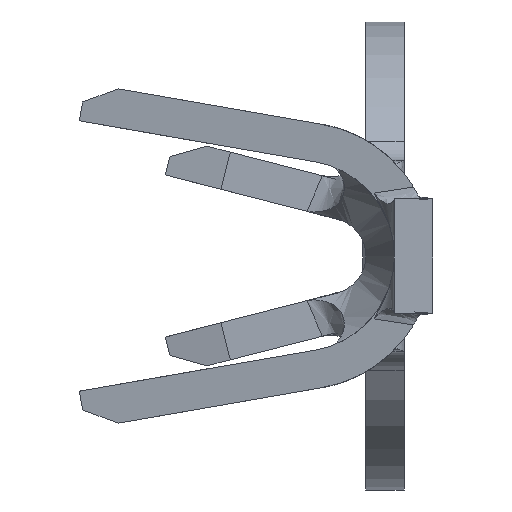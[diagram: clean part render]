
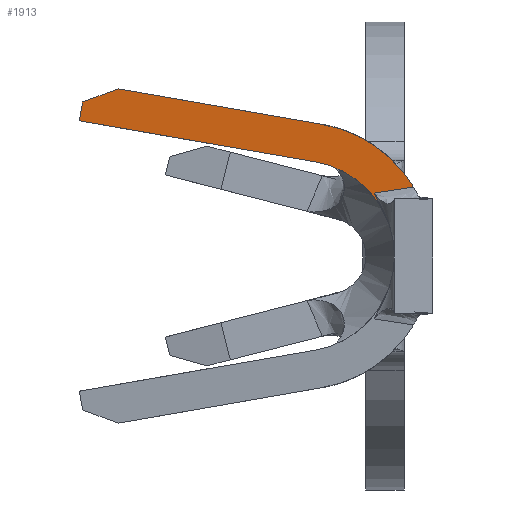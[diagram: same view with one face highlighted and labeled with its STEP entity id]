
A CAD part, left-side view. The second image highlights one B-rep face of the part: STEP entity #1913.
In plain terms, the highlighted planar face has unit normal (-0.99, 0.139, 0).
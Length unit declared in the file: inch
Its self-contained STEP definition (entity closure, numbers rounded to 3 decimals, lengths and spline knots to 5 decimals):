
#15 = CARTESIAN_POINT ( 'NONE',  ( -0.35495, 0.0067, 0.03445 ) ) ;
#74 = ORIENTED_EDGE ( 'NONE', *, *, #879, .T. ) ;
#90 = DIRECTION ( 'NONE',  ( -0.024, -0.171, 0.985 ) ) ;
#140 = DIRECTION ( 'NONE',  ( 0.99, -0.139, 0. ) ) ;
#141 = VERTEX_POINT ( 'NONE', #3736 ) ;
#179 = VECTOR ( 'NONE', #3874, 39.37008 ) ;
#370 = VERTEX_POINT ( 'NONE', #3563 ) ;
#386 = CARTESIAN_POINT ( 'NONE',  ( -0.35461, 0.00915, 0.03406 ) ) ;
#417 = CARTESIAN_POINT ( 'NONE',  ( -0.35, 0.04191, 0.06877 ) ) ;
#492 = VERTEX_POINT ( 'NONE', #4214 ) ;
#519 = EDGE_CURVE ( 'NONE', #4212, #370, #1063, .T. ) ;
#697 = EDGE_CURVE ( 'NONE', #141, #824, #2145, .T. ) ;
#698 = CARTESIAN_POINT ( 'NONE',  ( -0.35371, 0.01551, 0.03296 ) ) ;
#824 = VERTEX_POINT ( 'NONE', #1318 ) ;
#855 = CARTESIAN_POINT ( 'NONE',  ( -0.35371, 0.01551, 0.03296 ) ) ;
#879 = EDGE_CURVE ( 'NONE', #3747, #1863, #1059, .T. ) ;
#968 = CARTESIAN_POINT ( 'NONE',  ( -0.33488, 0.14951, 0.0875 ) ) ;
#1000 = EDGE_CURVE ( 'NONE', #141, #3747, #3916, .T. ) ;
#1020 = CARTESIAN_POINT ( 'NONE',  ( -0.35396, 0.01373, 0.02935 ) ) ;
#1023 = CARTESIAN_POINT ( 'NONE',  ( -0.33224, 0.16829, 0.08062 ) ) ;
#1059 = B_SPLINE_CURVE_WITH_KNOTS ( 'NONE', 3,
 ( #698, #3191, #2123, #1135, #386, #15, #4143, #4058, #3749, #3673, #2635, #2457, #2183 ),
 .UNSPECIFIED., .F., .F.,
 ( 4, 3, 3, 3, 4 ),
 ( 0.00004, 0.00014, 0.00033, 0.00053, 0.00057 ),
 .UNSPECIFIED. ) ;
#1063 = LINE ( 'NONE', #417, #179 ) ;
#1135 = CARTESIAN_POINT ( 'NONE',  ( -0.35426, 0.01159, 0.03365 ) ) ;
#1276 = CARTESIAN_POINT ( 'NONE',  ( -0.33268, 0.16515, 0.08177 ) ) ;
#1306 = CARTESIAN_POINT ( 'NONE',  ( -0.35421, 0.01195, 0.02575 ) ) ;
#1318 = CARTESIAN_POINT ( 'NONE',  ( -0.34937, 0.04643, 0.04926 ) ) ;
#1430 = CARTESIAN_POINT ( 'NONE',  ( -0.35446, 0.01017, 0.02214 ) ) ;
#1454 = ORIENTED_EDGE ( 'NONE', *, *, #1841, .F. ) ;
#1540 = EDGE_CURVE ( 'NONE', #1710, #4212, #2366, .T. ) ;
#1551 = CARTESIAN_POINT ( 'NONE',  ( -0.35659, -0.00497, 0.0361 ) ) ;
#1693 = CARTESIAN_POINT ( 'NONE',  ( -0.35371, 0.01551, 0.03296 ) ) ;
#1710 = VERTEX_POINT ( 'NONE', #1023 ) ;
#1749 = CARTESIAN_POINT ( 'NONE',  ( -0.35659, -0.00497, 0.0361 ) ) ;
#1841 = EDGE_CURVE ( 'NONE', #492, #1710, #2308, .T. ) ;
#1863 = VERTEX_POINT ( 'NONE', #1551 ) ;
#1913 = ADVANCED_FACE ( 'NONE', ( #2090 ), #3289, .F. ) ;
#2090 = FACE_OUTER_BOUND ( 'NONE', #4091, .T. ) ;
#2123 = CARTESIAN_POINT ( 'NONE',  ( -0.35408, 0.0129, 0.03343 ) ) ;
#2137 = LINE ( 'NONE', #2412, #2247 ) ;
#2145 =( BOUNDED_CURVE ( )  B_SPLINE_CURVE ( 3, ( #3638, #3668, #3345, #3312 ),
 .UNSPECIFIED., .F., .F. ) 
 B_SPLINE_CURVE_WITH_KNOTS ( ( 4, 4 ),
 ( 3.60038, 4.54008 ),
 .UNSPECIFIED. ) 
 CURVE ( )  GEOMETRIC_REPRESENTATION_ITEM ( )  RATIONAL_B_SPLINE_CURVE ( ( 1., 0.928, 0.928, 1. ) ) 
 REPRESENTATION_ITEM ( '' )  );
#2183 = CARTESIAN_POINT ( 'NONE',  ( -0.35659, -0.00497, 0.0361 ) ) ;
#2188 = CARTESIAN_POINT ( 'NONE',  ( -0.33202, 0.16989, 0.07138 ) ) ;
#2192 = EDGE_CURVE ( 'NONE', #824, #492, #2137, .T. ) ;
#2239 = CARTESIAN_POINT ( 'NONE',  ( -0.332, 0.17, -0.09 ) ) ;
#2247 = VECTOR ( 'NONE', #4561, 39.37008 ) ;
#2308 = LINE ( 'NONE', #2188, #2422 ) ;
#2366 = LINE ( 'NONE', #1276, #4254 ) ;
#2412 = CARTESIAN_POINT ( 'NONE',  ( -0.34953, 0.04527, 0.04906 ) ) ;
#2422 = VECTOR ( 'NONE', #90, 39.37008 ) ;
#2445 = ORIENTED_EDGE ( 'NONE', *, *, #1000, .T. ) ;
#2457 = CARTESIAN_POINT ( 'NONE',  ( -0.35651, -0.00438, 0.03602 ) ) ;
#2608 = DIRECTION ( 'NONE',  ( 0.139, 0.99, 0. ) ) ;
#2635 = CARTESIAN_POINT ( 'NONE',  ( -0.35642, -0.00379, 0.03593 ) ) ;
#2776 = CARTESIAN_POINT ( 'NONE',  ( -0.34985, 0.043, 0.06896 ) ) ;
#3009 = ORIENTED_EDGE ( 'NONE', *, *, #4225, .F. ) ;
#3175 = ORIENTED_EDGE ( 'NONE', *, *, #1540, .F. ) ;
#3191 = CARTESIAN_POINT ( 'NONE',  ( -0.3539, 0.01421, 0.0332 ) ) ;
#3289 = PLANE ( 'NONE',  #3685 ) ;
#3312 = CARTESIAN_POINT ( 'NONE',  ( -0.34937, 0.04643, 0.04926 ) ) ;
#3337 =( BOUNDED_CURVE ( )  B_SPLINE_CURVE ( 3, ( #2776, #4569, #3817, #1749 ),
 .UNSPECIFIED., .F., .T. ) 
 B_SPLINE_CURVE_WITH_KNOTS ( ( 4, 4 ),
 ( 1.74311, 2.5997 ),
 .UNSPECIFIED. ) 
 CURVE ( )  GEOMETRIC_REPRESENTATION_ITEM ( )  RATIONAL_B_SPLINE_CURVE ( ( 1., 0.94, 0.94, 1. ) ) 
 REPRESENTATION_ITEM ( '' )  );
#3345 = CARTESIAN_POINT ( 'NONE',  ( -0.35162, 0.0304, 0.04647 ) ) ;
#3563 = CARTESIAN_POINT ( 'NONE',  ( -0.34985, 0.043, 0.06896 ) ) ;
#3592 = ORIENTED_EDGE ( 'NONE', *, *, #2192, .F. ) ;
#3638 = CARTESIAN_POINT ( 'NONE',  ( -0.35446, 0.01017, 0.02214 ) ) ;
#3668 = CARTESIAN_POINT ( 'NONE',  ( -0.35345, 0.01737, 0.03673 ) ) ;
#3673 = CARTESIAN_POINT ( 'NONE',  ( -0.35634, -0.0032, 0.03585 ) ) ;
#3674 = DIRECTION ( 'NONE',  ( -0.131, -0.931, 0.341 ) ) ;
#3685 = AXIS2_PLACEMENT_3D ( 'NONE', #2239, #140, #2608 ) ;
#3736 = CARTESIAN_POINT ( 'NONE',  ( -0.35446, 0.01017, 0.02214 ) ) ;
#3747 = VERTEX_POINT ( 'NONE', #1693 ) ;
#3749 = CARTESIAN_POINT ( 'NONE',  ( -0.35599, -0.00071, 0.03551 ) ) ;
#3817 = CARTESIAN_POINT ( 'NONE',  ( -0.3551, 0.00567, 0.05377 ) ) ;
#3874 = DIRECTION ( 'NONE',  ( -0.137, -0.976, -0.17 ) ) ;
#3916 = B_SPLINE_CURVE_WITH_KNOTS ( 'NONE', 3,
 ( #1430, #1306, #1020, #855 ),
 .UNSPECIFIED., .F., .F.,
 ( 4, 4 ),
 ( 0., 0.00031 ),
 .UNSPECIFIED. ) ;
#3981 = ORIENTED_EDGE ( 'NONE', *, *, #519, .F. ) ;
#4058 = CARTESIAN_POINT ( 'NONE',  ( -0.35564, 0.00177, 0.03517 ) ) ;
#4091 = EDGE_LOOP ( 'NONE', ( #4216, #2445, #74, #3009, #3981, #3175, #1454, #3592 ) ) ;
#4143 = CARTESIAN_POINT ( 'NONE',  ( -0.35529, 0.00425, 0.0348 ) ) ;
#4212 = VERTEX_POINT ( 'NONE', #968 ) ;
#4214 = CARTESIAN_POINT ( 'NONE',  ( -0.332, 0.17, 0.07077 ) ) ;
#4216 = ORIENTED_EDGE ( 'NONE', *, *, #697, .F. ) ;
#4225 = EDGE_CURVE ( 'NONE', #370, #1863, #3337, .T. ) ;
#4254 = VECTOR ( 'NONE', #3674, 39.37008 ) ;
#4561 = DIRECTION ( 'NONE',  ( 0.137, 0.976, 0.17 ) ) ;
#4569 = CARTESIAN_POINT ( 'NONE',  ( -0.3527, 0.02268, 0.06543 ) ) ;
